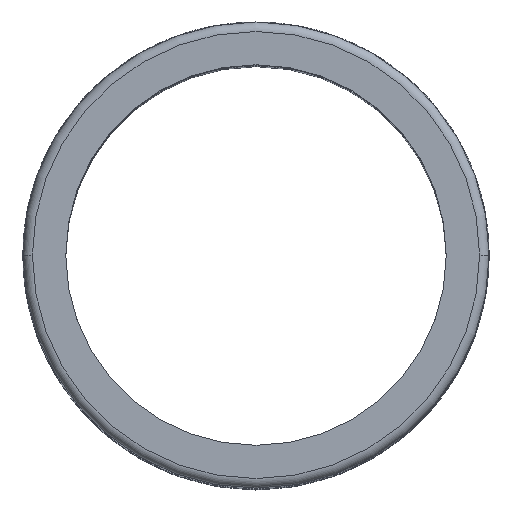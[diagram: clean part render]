
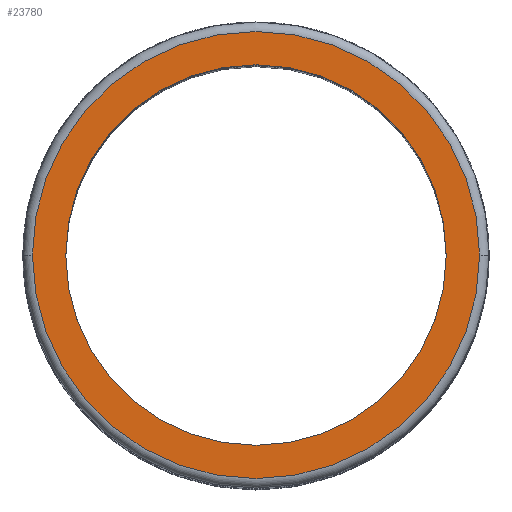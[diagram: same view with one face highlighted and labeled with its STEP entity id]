
A CAD part, top view. The second image highlights one B-rep face of the part: STEP entity #23780.
In plain terms, the highlighted planar face has unit normal (0, 0, 1).
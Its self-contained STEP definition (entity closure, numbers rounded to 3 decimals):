
#142 = CARTESIAN_POINT ( 'NONE',  ( 20., 0., 0. ) ) ;
#735 = CARTESIAN_POINT ( 'NONE',  ( -23.5, 0., 0. ) ) ;
#1212 = DIRECTION ( 'NONE',  ( 1., 0., 0. ) ) ;
#3232 = CARTESIAN_POINT ( 'NONE',  ( 0., 0., 0. ) ) ;
#3388 = ORIENTED_EDGE ( 'NONE', *, *, #6717, .T. ) ;
#4160 = AXIS2_PLACEMENT_3D ( 'NONE', #51990, #23463, #27184 ) ;
#4630 = VERTEX_POINT ( 'NONE', #142 ) ;
#5091 = CARTESIAN_POINT ( 'NONE',  ( 0., 0., 0. ) ) ;
#6090 = DIRECTION ( 'NONE',  ( 1., 0., 0. ) ) ;
#6284 = AXIS2_PLACEMENT_3D ( 'NONE', #14106, #34330, #46472 ) ;
#6339 = AXIS2_PLACEMENT_3D ( 'NONE', #21908, #50622, #6090 ) ;
#6717 = EDGE_CURVE ( 'NONE', #22317, #28363, #24254, .T. ) ;
#7558 = ORIENTED_EDGE ( 'NONE', *, *, #24955, .F. ) ;
#9549 = CARTESIAN_POINT ( 'NONE',  ( -20., 0., 0. ) ) ;
#14106 = CARTESIAN_POINT ( 'NONE',  ( 0., 0., 0. ) ) ;
#14775 = CIRCLE ( 'NONE', #4160, 20. ) ;
#15238 = CIRCLE ( 'NONE', #37624, 23.5 ) ;
#17024 = ORIENTED_EDGE ( 'NONE', *, *, #40740, .T. ) ;
#17565 = CIRCLE ( 'NONE', #6284, 20. ) ;
#21908 = CARTESIAN_POINT ( 'NONE',  ( 0., 0., 0. ) ) ;
#22317 = VERTEX_POINT ( 'NONE', #735 ) ;
#23463 = DIRECTION ( 'NONE',  ( 0., 0., 1. ) ) ;
#23780 = ADVANCED_FACE ( 'NONE', ( #47056, #48934 ), #32893, .T. ) ;
#24254 = CIRCLE ( 'NONE', #6339, 23.5 ) ;
#24955 = EDGE_CURVE ( 'NONE', #50219, #4630, #17565, .T. ) ;
#25326 = DIRECTION ( 'NONE',  ( 0., 0., 1. ) ) ;
#25884 = ORIENTED_EDGE ( 'NONE', *, *, #33980, .F. ) ;
#27184 = DIRECTION ( 'NONE',  ( 1., 0., 0. ) ) ;
#28363 = VERTEX_POINT ( 'NONE', #50492 ) ;
#31215 = DIRECTION ( 'NONE',  ( 1., 0., 0. ) ) ;
#32893 = PLANE ( 'NONE',  #50465 ) ;
#33199 = EDGE_LOOP ( 'NONE', ( #17024, #3388 ) ) ;
#33980 = EDGE_CURVE ( 'NONE', #4630, #50219, #14775, .T. ) ;
#34330 = DIRECTION ( 'NONE',  ( 0., 0., 1. ) ) ;
#37624 = AXIS2_PLACEMENT_3D ( 'NONE', #3232, #50765, #31215 ) ;
#40740 = EDGE_CURVE ( 'NONE', #28363, #22317, #15238, .T. ) ;
#46472 = DIRECTION ( 'NONE',  ( 1., 0., 0. ) ) ;
#47056 = FACE_OUTER_BOUND ( 'NONE', #33199, .T. ) ;
#48934 = FACE_BOUND ( 'NONE', #51691, .T. ) ;
#50219 = VERTEX_POINT ( 'NONE', #9549 ) ;
#50465 = AXIS2_PLACEMENT_3D ( 'NONE', #5091, #25326, #1212 ) ;
#50492 = CARTESIAN_POINT ( 'NONE',  ( 23.5, 0., 0. ) ) ;
#50622 = DIRECTION ( 'NONE',  ( 0., 0., 1. ) ) ;
#50765 = DIRECTION ( 'NONE',  ( 0., 0., 1. ) ) ;
#51691 = EDGE_LOOP ( 'NONE', ( #25884, #7558 ) ) ;
#51990 = CARTESIAN_POINT ( 'NONE',  ( 0., 0., 0. ) ) ;
